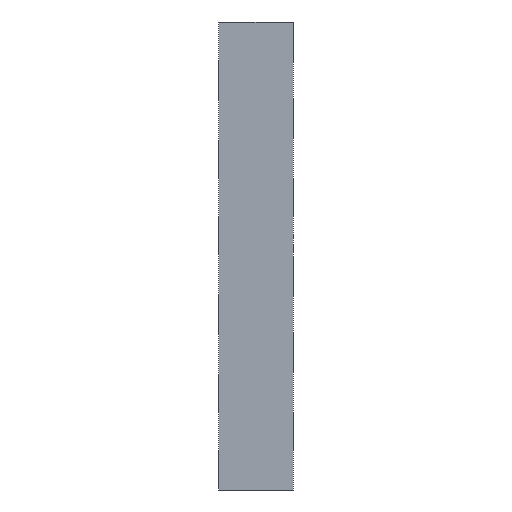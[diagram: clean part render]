
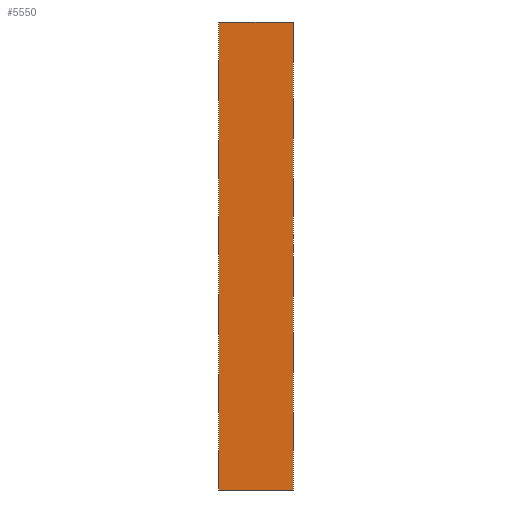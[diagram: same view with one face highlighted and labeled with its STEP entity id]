
A CAD part, front view. The second image highlights one B-rep face of the part: STEP entity #5550.
In plain terms, the highlighted planar face has unit normal (0, -1, 0).
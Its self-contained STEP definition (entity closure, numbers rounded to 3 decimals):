
#2753=DIRECTION('',(1.,0.,0.));
#2754=VECTOR('',#2753,8.);
#2755=CARTESIAN_POINT('',(-4.,-0.3,25.));
#2756=LINE('',#2755,#2754);
#2760=DIRECTION('',(0.,0.,-1.));
#2761=VECTOR('',#2760,50.);
#2762=CARTESIAN_POINT('',(4.,-0.3,25.));
#2763=LINE('',#2762,#2761);
#2767=DIRECTION('',(-1.,0.,0.));
#2768=VECTOR('',#2767,8.);
#2769=CARTESIAN_POINT('',(4.,-0.3,-25.));
#2770=LINE('',#2769,#2768);
#2774=DIRECTION('',(0.,0.,1.));
#2775=VECTOR('',#2774,50.);
#2776=CARTESIAN_POINT('',(-4.,-0.3,-25.));
#2777=LINE('',#2776,#2775);
#2803=CARTESIAN_POINT('',(-4.,-0.3,25.));
#2804=CARTESIAN_POINT('',(4.,-0.3,25.));
#2805=VERTEX_POINT('',#2803);
#2806=VERTEX_POINT('',#2804);
#2807=CARTESIAN_POINT('',(4.,-0.3,-25.));
#2808=VERTEX_POINT('',#2807);
#2809=CARTESIAN_POINT('',(-4.,-0.3,-25.));
#2810=VERTEX_POINT('',#2809);
#5539=CARTESIAN_POINT('',(0.,-0.3,0.));
#5540=DIRECTION('',(0.,1.,0.));
#5541=DIRECTION('',(0.,0.,-1.));
#5542=AXIS2_PLACEMENT_3D('',#5539,#5540,#5541);
#5543=PLANE('',#5542);
#5544=ORIENTED_EDGE('',*,*,#5395,.T.);
#5545=ORIENTED_EDGE('',*,*,#5418,.T.);
#5546=ORIENTED_EDGE('',*,*,#5441,.T.);
#5547=ORIENTED_EDGE('',*,*,#5533,.T.);
#5548=EDGE_LOOP('',(#5544,#5545,#5546,#5547));
#5549=FACE_OUTER_BOUND('',#5548,.F.);
#5395=EDGE_CURVE('',#2805,#2806,#2756,.T.);
#5418=EDGE_CURVE('',#2806,#2808,#2763,.T.);
#5441=EDGE_CURVE('',#2808,#2810,#2770,.T.);
#5533=EDGE_CURVE('',#2810,#2805,#2777,.T.);
#5550=ADVANCED_FACE('',(#5549),#5543,.F.);
